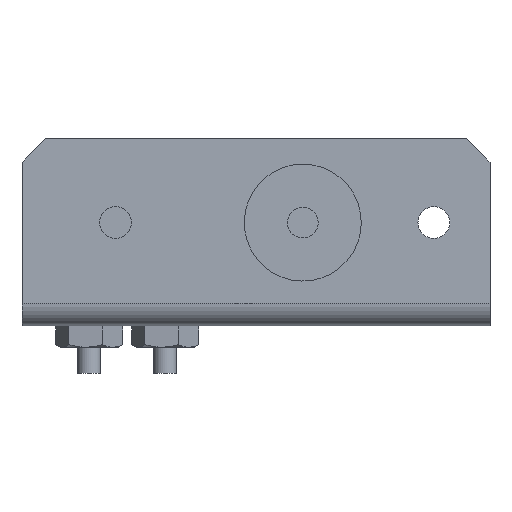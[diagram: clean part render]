
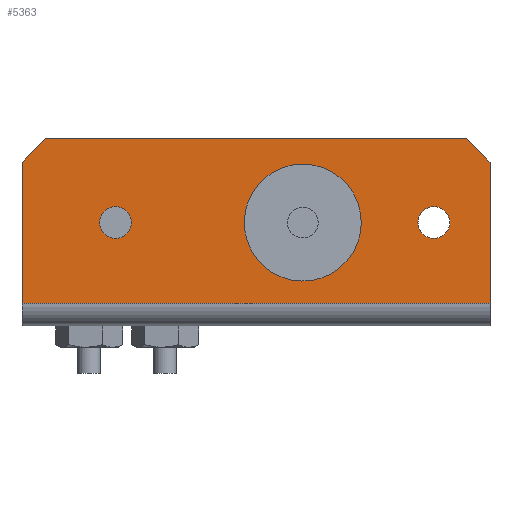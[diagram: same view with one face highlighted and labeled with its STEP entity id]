
A CAD part, front view. The second image highlights one B-rep face of the part: STEP entity #5363.
In plain terms, the highlighted planar face has unit normal (0, -1, 0).
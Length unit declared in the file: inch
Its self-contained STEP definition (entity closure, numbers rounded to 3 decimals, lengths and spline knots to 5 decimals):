
#255=FACE_BOUND('',#857,.T.);
#256=FACE_BOUND('',#858,.T.);
#257=FACE_BOUND('',#859,.T.);
#359=CIRCLE('',#5811,0.08475);
#360=CIRCLE('',#5812,0.08475);
#361=CIRCLE('',#5813,0.2505);
#530=FACE_OUTER_BOUND('',#856,.T.);
#856=EDGE_LOOP('',(#3693,#3694,#3695,#3696,#3697,#3698));
#857=EDGE_LOOP('',(#3699));
#858=EDGE_LOOP('',(#3700));
#859=EDGE_LOOP('',(#3701));
#1261=LINE('',#7970,#1820);
#1268=LINE('',#7987,#1827);
#1273=LINE('',#8004,#1832);
#1275=LINE('',#8009,#1834);
#1276=LINE('',#8010,#1835);
#1277=LINE('',#8011,#1836);
#1820=VECTOR('',#6358,2.5);
#1827=VECTOR('',#6377,0.7553);
#1832=VECTOR('',#6392,0.7553);
#1834=VECTOR('',#6396,2.25);
#1835=VECTOR('',#6397,0.17678);
#1836=VECTOR('',#6398,0.17678);
#2385=VERTEX_POINT('',#7966);
#2386=VERTEX_POINT('',#7968);
#2390=VERTEX_POINT('',#7985);
#2397=VERTEX_POINT('',#8003);
#2398=VERTEX_POINT('',#8007);
#2399=VERTEX_POINT('',#8008);
#2400=VERTEX_POINT('',#8012);
#2401=VERTEX_POINT('',#8014);
#2402=VERTEX_POINT('',#8016);
#2906=EDGE_CURVE('',#2385,#2386,#1261,.T.);
#2915=EDGE_CURVE('',#2386,#2390,#1268,.T.);
#2923=EDGE_CURVE('',#2385,#2397,#1273,.T.);
#2925=EDGE_CURVE('',#2398,#2399,#1275,.T.);
#2926=EDGE_CURVE('',#2397,#2398,#1276,.T.);
#2927=EDGE_CURVE('',#2399,#2390,#1277,.T.);
#2928=EDGE_CURVE('',#2400,#2400,#359,.T.);
#2929=EDGE_CURVE('',#2401,#2401,#360,.T.);
#2930=EDGE_CURVE('',#2402,#2402,#361,.T.);
#3693=ORIENTED_EDGE('',*,*,#2925,.F.);
#3694=ORIENTED_EDGE('',*,*,#2926,.F.);
#3695=ORIENTED_EDGE('',*,*,#2923,.F.);
#3696=ORIENTED_EDGE('',*,*,#2906,.T.);
#3697=ORIENTED_EDGE('',*,*,#2915,.T.);
#3698=ORIENTED_EDGE('',*,*,#2927,.F.);
#3699=ORIENTED_EDGE('',*,*,#2928,.F.);
#3700=ORIENTED_EDGE('',*,*,#2929,.F.);
#3701=ORIENTED_EDGE('',*,*,#2930,.F.);
#5143=PLANE('',#5810);
#5363=ADVANCED_FACE('',(#530,#255,#256,#257),#5143,.F.);
#5810=AXIS2_PLACEMENT_3D('',#8006,#6394,#6395);
#5811=AXIS2_PLACEMENT_3D('',#8013,#6399,#6400);
#5812=AXIS2_PLACEMENT_3D('',#8015,#6401,#6402);
#5813=AXIS2_PLACEMENT_3D('',#8017,#6403,#6404);
#6358=DIRECTION('',(1.,0.,0.));
#6377=DIRECTION('',(0.,0.,1.));
#6392=DIRECTION('',(0.,0.,1.));
#6394=DIRECTION('center_axis',(0.,1.,0.));
#6395=DIRECTION('ref_axis',(0.,0.,1.));
#6396=DIRECTION('',(1.,0.,0.));
#6397=DIRECTION('',(0.707,0.,0.707));
#6398=DIRECTION('',(0.707,0.,-0.707));
#6399=DIRECTION('center_axis',(0.,-1.,0.));
#6400=DIRECTION('ref_axis',(0.,0.,-1.));
#6401=DIRECTION('center_axis',(0.,-1.,0.));
#6402=DIRECTION('ref_axis',(0.,0.,-1.));
#6403=DIRECTION('center_axis',(0.,-1.,0.));
#6404=DIRECTION('ref_axis',(0.,0.,-1.));
#7966=CARTESIAN_POINT('',(0.,0.,-0.8803));
#7968=CARTESIAN_POINT('',(2.5,0.,-0.8803));
#7970=CARTESIAN_POINT('',(0.,0.,-0.8803));
#7985=CARTESIAN_POINT('',(2.5,0.,-0.125));
#7987=CARTESIAN_POINT('',(2.5,0.,-0.8803));
#8003=CARTESIAN_POINT('',(0.,0.,-0.125));
#8004=CARTESIAN_POINT('',(0.,0.,-0.8803));
#8006=CARTESIAN_POINT('Origin',(2.5,0.,0.));
#8007=CARTESIAN_POINT('',(0.125,0.,0.));
#8008=CARTESIAN_POINT('',(2.375,0.,0.));
#8009=CARTESIAN_POINT('',(0.125,0.,0.));
#8010=CARTESIAN_POINT('',(0.,0.,-0.125));
#8011=CARTESIAN_POINT('',(2.375,0.,0.));
#8012=CARTESIAN_POINT('',(0.5,0.,-0.36355));
#8013=CARTESIAN_POINT('Origin',(0.5,0.,-0.4483));
#8014=CARTESIAN_POINT('',(2.2,0.,-0.36355));
#8015=CARTESIAN_POINT('Origin',(2.2,0.,-0.4483));
#8016=CARTESIAN_POINT('',(1.5,0.,-0.1978));
#8017=CARTESIAN_POINT('Origin',(1.5,0.,-0.4483));
